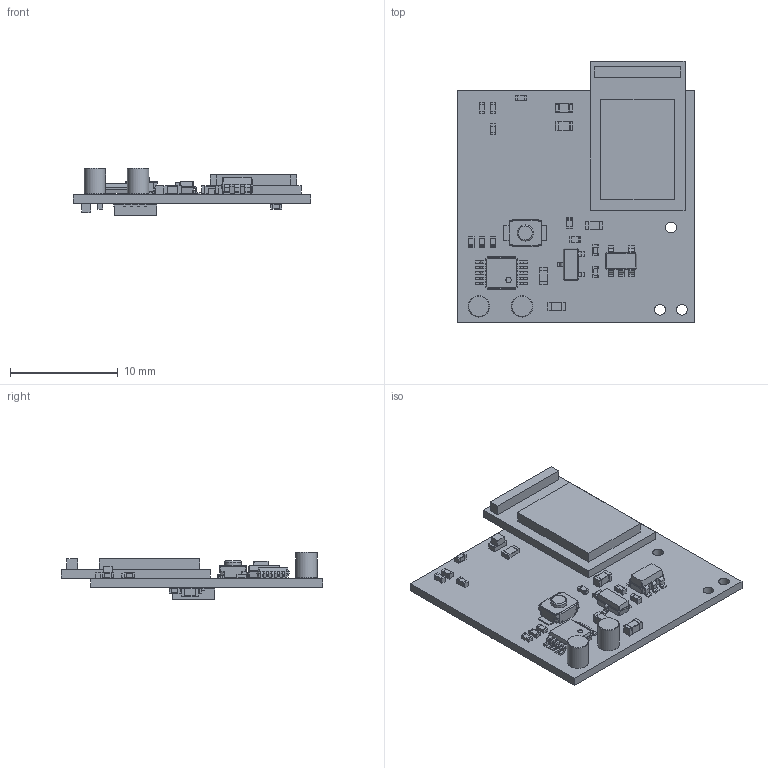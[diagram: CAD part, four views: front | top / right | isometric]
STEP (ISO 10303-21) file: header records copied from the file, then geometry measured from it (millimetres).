
FILE_DESCRIPTION(('KiCad electronic assembly'),'2;1');
FILE_NAME('nordic_magnet_sensor_pcb.step','2020-08-18T11:42:49',( 'An Author'),('A Company'),'Open CASCADE STEP processor 6.9', 'KiCad to STEP converter','Unknown');
FILE_SCHEMA(('AUTOMOTIVE_DESIGN { 1 0 10303 214 1 1 1 1 }'));
Length unit declared in the file: millimetre
Products named in the file (28): Open CASCADE STEP translator 6.9 1; R_0603_1608Metric; SOLID; LED_0603_1608Metric; SW_SPST_B3U-1000P; R_0402_1005Metric; C_0402_1005Metric; SOT-23; pogo; mdbt42; L_0603_1608Metric; QFN-16-1EP_4x4mm_P0.65mm_EP2.7x2.7mm; SOT-23-5; MSOP-10_3x3mm_P0.5mm; C_0603_1608Metric; COMPOUND
Assembly tree (42 placements, depth 3):
  Open CASCADE STEP translator 6.9 1
    R_0603_1608Metric
      SOLID
    LED_0603_1608Metric
      SOLID
    SW_SPST_B3U-1000P
      SOLID
    R_0402_1005Metric  x5
      SOLID
    C_0402_1005Metric  x9
      SOLID
    SOT-23
      SOLID
    pogo  x2
      SOLID
    mdbt42
      SOLID
    L_0603_1608Metric
      SOLID
    QFN-16-1EP_4x4mm_P0.65mm_EP2.7x2.7mm
      SOLID
    SOT-23-5
      SOLID
    MSOP-10_3x3mm_P0.5mm
      SOLID
    C_0603_1608Metric  x3
      SOLID
    COMPOUND
Bounding box: 22 x 24.2 x 4.4 mm (x, y, z)
Volume: 611.6 mm3; surface area: 1625.7 mm2
Topology: 29 solids, 29 shells, 1328 faces, 3425 edges, 2159 vertices
Faces by surface type: plane 808, cylinder 392, bspline 90, sphere 17, torus 17, cone 4
Full cylindrical faces by diameter (mm): 0.4 x1, 0.5 x1, 0.991 x3, 1.5 x1, 1.98 x2
Entity records: 69009 total; most frequent: CARTESIAN_POINT 13999, DIRECTION 8949, LINE 6035, VECTOR 6035, ORIENTED_EDGE 4818, PCURVE 4818, DEFINITIONAL_REPRESENTATION 4818, EDGE_CURVE 2409
